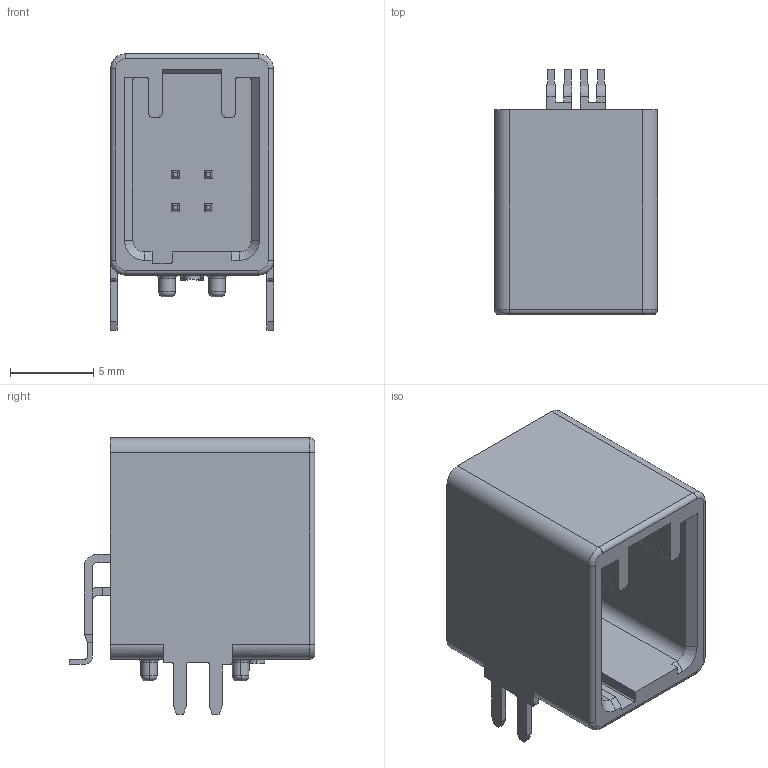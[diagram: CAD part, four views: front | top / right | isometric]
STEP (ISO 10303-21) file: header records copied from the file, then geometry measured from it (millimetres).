
FILE_DESCRIPTION(('STEP AP242'),'1');
FILE_NAME('gt17hn-4dp-2h_a__56_.stp','2025-12-01T01:51:25',('TraceParts'),('TraceParts S.A.S.'),'Spatial InterOp 3D',' ',' ');
FILE_SCHEMA(('AP242_MANAGED_MODEL_BASED_3D_ENGINEERING_MIM_LF {1 0 10303 442 1 1 4}'));
Length unit declared in the file: millimetre
Products named in the file (1): GT17HN-4DP-2H(A)(10)
Bounding box: 9.8 x 14.75 x 16.6 mm (x, y, z)
Volume: 899.7 mm3; surface area: 1373.9 mm2
Topology: 1 solids, 1 shells, 256 faces, 676 edges, 434 vertices
Faces by surface type: plane 180, cylinder 62, torus 12, cone 2
Entity records: 7977 total; most frequent: CARTESIAN_POINT 1493, ORIENTED_EDGE 1352, DIRECTION 1338, EDGE_CURVE 676, LINE 524, VECTOR 524, VERTEX_POINT 434, AXIS2_PLACEMENT_3D 407
